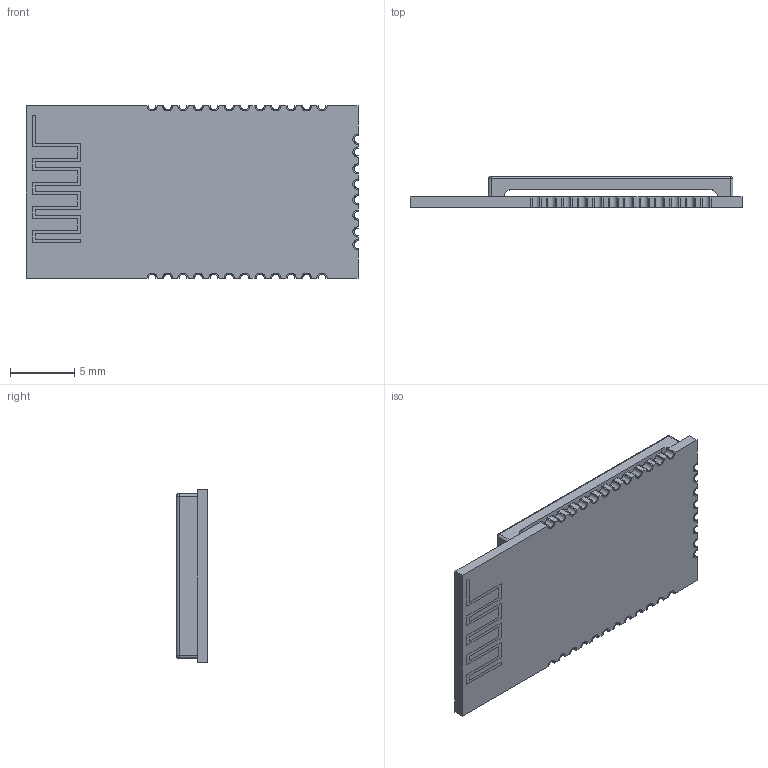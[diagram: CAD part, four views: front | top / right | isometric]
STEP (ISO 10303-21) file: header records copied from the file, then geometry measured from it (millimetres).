
FILE_DESCRIPTION (( 'STEP AP203' ), '1' );
FILE_NAME ('RN42APL-IRM550(step AP203).STEP', '2017-09-28T02:55:50', ( '' ), ( '' ), 'SwSTEP 2.0', 'SolidWorks 2017', '' );
FILE_SCHEMA (( 'CONFIG_CONTROL_DESIGN' ));
Length unit declared in the file: millimetre
Products named in the file (1): RN42APL-IRM550(step AP203)
Bounding box: 25.8 x 2.4 x 13.4 mm (x, y, z)
Volume: 536 mm3; surface area: 1939.8 mm2
Topology: 36 solids, 36 shells, 393 faces, 952 edges, 628 vertices
Faces by surface type: plane 263, cylinder 126, sphere 4
Entity records: 11449 total; most frequent: DIRECTION 1988, CARTESIAN_POINT 1970, ORIENTED_EDGE 1896, EDGE_CURVE 948, LINE 696, VECTOR 696, AXIS2_PLACEMENT_3D 646, VERTEX_POINT 628
